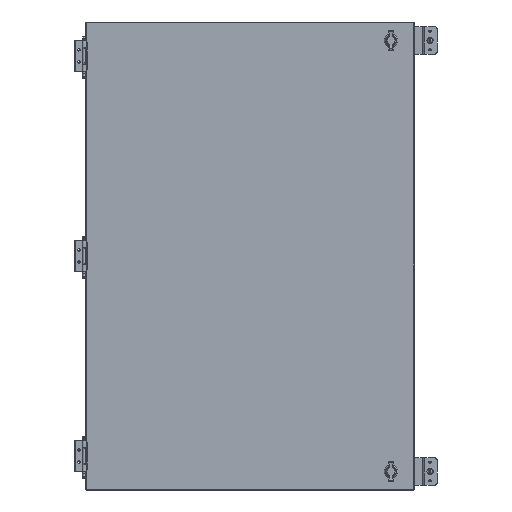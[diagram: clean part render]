
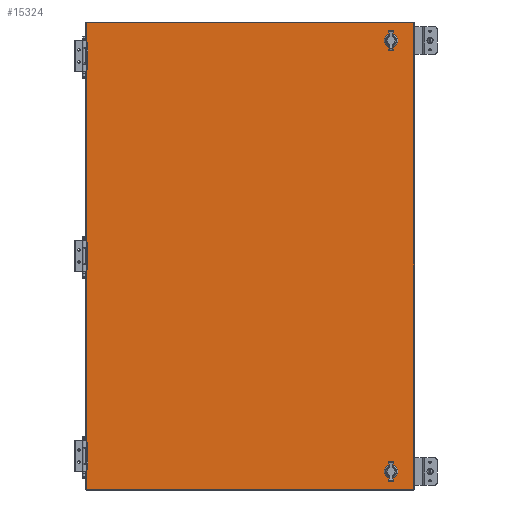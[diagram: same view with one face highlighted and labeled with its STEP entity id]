
A CAD part, top view. The second image highlights one B-rep face of the part: STEP entity #15324.
In plain terms, the highlighted planar face has unit normal (0, 0, 1).
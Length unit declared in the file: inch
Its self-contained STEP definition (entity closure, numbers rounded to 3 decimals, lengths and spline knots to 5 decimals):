
#6136 = EDGE_LOOP ( 'NONE', ( #29194, #18906, #42309, #6984 ) ) ;
#6984 = ORIENTED_EDGE ( 'NONE', *, *, #40225, .T. ) ;
#7198 = LINE ( 'NONE', #18032, #16772 ) ;
#7550 = PLANE ( 'NONE',  #34988 ) ;
#7801 = VECTOR ( 'NONE', #32251, 39.37008 ) ;
#8475 = FACE_OUTER_BOUND ( 'NONE', #6136, .T. ) ;
#9219 = EDGE_CURVE ( 'NONE', #45089, #11156, #25194, .T. ) ;
#9799 = CARTESIAN_POINT ( 'NONE',  ( 13.2915, -18.94, 0. ) ) ;
#11156 = VERTEX_POINT ( 'NONE', #25741 ) ;
#11452 = VERTEX_POINT ( 'NONE', #21886 ) ;
#12936 = DIRECTION ( 'NONE',  ( 1., 0., 0. ) ) ;
#14358 = LINE ( 'NONE', #21429, #29845 ) ;
#15324 = ADVANCED_FACE ( 'NONE', ( #8475 ), #7550, .T. ) ;
#16772 = VECTOR ( 'NONE', #21549, 39.37008 ) ;
#18032 = CARTESIAN_POINT ( 'NONE',  ( 0., 18.94, 0. ) ) ;
#18906 = ORIENTED_EDGE ( 'NONE', *, *, #40830, .T. ) ;
#20819 = DIRECTION ( 'NONE',  ( 0., -1., 0. ) ) ;
#21429 = CARTESIAN_POINT ( 'NONE',  ( 0., -18.94, 0. ) ) ;
#21549 = DIRECTION ( 'NONE',  ( -1., 0., 0. ) ) ;
#21886 = CARTESIAN_POINT ( 'NONE',  ( -13.2915, -18.94, 0. ) ) ;
#22368 = DIRECTION ( 'NONE',  ( 0., 0., 1. ) ) ;
#25194 = LINE ( 'NONE', #29407, #7801 ) ;
#25741 = CARTESIAN_POINT ( 'NONE',  ( 13.2915, 18.94, 0. ) ) ;
#28731 = DIRECTION ( 'NONE',  ( 1., 0., 0. ) ) ;
#29084 = EDGE_CURVE ( 'NONE', #44867, #11452, #42698, .T. ) ;
#29143 = CARTESIAN_POINT ( 'NONE',  ( -13.2915, 18.94, 0. ) ) ;
#29194 = ORIENTED_EDGE ( 'NONE', *, *, #9219, .T. ) ;
#29407 = CARTESIAN_POINT ( 'NONE',  ( 13.2915, 0., 0. ) ) ;
#29845 = VECTOR ( 'NONE', #28731, 39.37008 ) ;
#32251 = DIRECTION ( 'NONE',  ( 0., 1., 0. ) ) ;
#32347 = CARTESIAN_POINT ( 'NONE',  ( -13.2915, 0., 0. ) ) ;
#33246 = VECTOR ( 'NONE', #20819, 39.37008 ) ;
#34988 = AXIS2_PLACEMENT_3D ( 'NONE', #44252, #22368, #12936 ) ;
#40225 = EDGE_CURVE ( 'NONE', #11452, #45089, #14358, .T. ) ;
#40830 = EDGE_CURVE ( 'NONE', #11156, #44867, #7198, .T. ) ;
#42309 = ORIENTED_EDGE ( 'NONE', *, *, #29084, .T. ) ;
#42698 = LINE ( 'NONE', #32347, #33246 ) ;
#44252 = CARTESIAN_POINT ( 'NONE',  ( 0., 0., 0. ) ) ;
#44867 = VERTEX_POINT ( 'NONE', #29143 ) ;
#45089 = VERTEX_POINT ( 'NONE', #9799 ) ;
